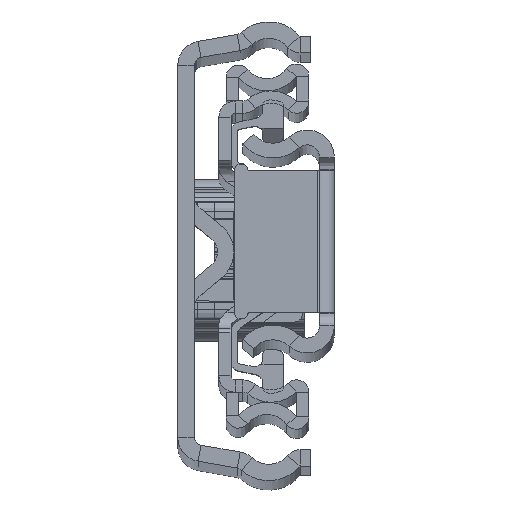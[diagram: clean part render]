
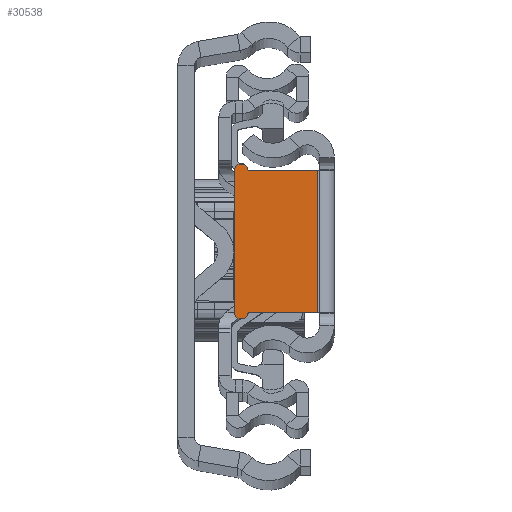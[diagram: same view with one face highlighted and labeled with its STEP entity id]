
A CAD part, top view. The second image highlights one B-rep face of the part: STEP entity #30538.
In plain terms, the highlighted planar face has unit normal (0, 0, 1).
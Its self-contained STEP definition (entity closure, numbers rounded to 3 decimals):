
#897 = DIRECTION ( 'NONE',  ( -1., 0., 0. ) ) ;
#2151 = DIRECTION ( 'NONE',  ( 1., 0., 0. ) ) ;
#2706 = CARTESIAN_POINT ( 'NONE',  ( -12.2, -8.65, 0. ) ) ;
#3064 = ORIENTED_EDGE ( 'NONE', *, *, #30000, .T. ) ;
#3611 = EDGE_CURVE ( 'NONE', #33300, #45766, #14136, .T. ) ;
#4865 = CARTESIAN_POINT ( 'NONE',  ( -2., 0., 0. ) ) ;
#6015 = VECTOR ( 'NONE', #40439, 1000. ) ;
#6361 = EDGE_CURVE ( 'NONE', #11496, #12350, #22033, .T. ) ;
#6739 = VECTOR ( 'NONE', #2151, 1000. ) ;
#7127 = VECTOR ( 'NONE', #26411, 1000. ) ;
#7517 = AXIS2_PLACEMENT_3D ( 'NONE', #30177, #8061, #22188 ) ;
#8061 = DIRECTION ( 'NONE',  ( 0., 0., 1. ) ) ;
#8441 = DIRECTION ( 'NONE',  ( 0., 0., 1. ) ) ;
#9069 = CARTESIAN_POINT ( 'NONE',  ( -10.5, 8.65, 0. ) ) ;
#9357 = CARTESIAN_POINT ( 'NONE',  ( -11.35, 8.65, 0. ) ) ;
#9433 = EDGE_CURVE ( 'NONE', #33300, #23388, #41431, .T. ) ;
#10074 = ORIENTED_EDGE ( 'NONE', *, *, #3611, .T. ) ;
#11496 = VERTEX_POINT ( 'NONE', #9069 ) ;
#12350 = VERTEX_POINT ( 'NONE', #44862 ) ;
#14136 = CIRCLE ( 'NONE', #46508, 0.85 ) ;
#17242 = CIRCLE ( 'NONE', #26980, 0.85 ) ;
#19596 = CARTESIAN_POINT ( 'NONE',  ( -12.2, -8.65, 0. ) ) ;
#21729 = CARTESIAN_POINT ( 'NONE',  ( -12.2, 8.65, 0. ) ) ;
#22033 = LINE ( 'NONE', #34413, #6739 ) ;
#22188 = DIRECTION ( 'NONE',  ( 1., 0., 0. ) ) ;
#22302 = LINE ( 'NONE', #4865, #6015 ) ;
#23388 = VERTEX_POINT ( 'NONE', #21729 ) ;
#23523 = CARTESIAN_POINT ( 'NONE',  ( -10.5, -8.65, 0. ) ) ;
#23607 = ORIENTED_EDGE ( 'NONE', *, *, #6361, .F. ) ;
#26411 = DIRECTION ( 'NONE',  ( -1., 0., 0. ) ) ;
#26980 = AXIS2_PLACEMENT_3D ( 'NONE', #9357, #31017, #26991 ) ;
#26991 = DIRECTION ( 'NONE',  ( 1., 0., 0. ) ) ;
#27035 = VERTEX_POINT ( 'NONE', #28994 ) ;
#28994 = CARTESIAN_POINT ( 'NONE',  ( -2., -8.65, 0. ) ) ;
#29632 = CARTESIAN_POINT ( 'NONE',  ( -11.35, -8.65, 0. ) ) ;
#30000 = EDGE_CURVE ( 'NONE', #11496, #23388, #17242, .T. ) ;
#30177 = CARTESIAN_POINT ( 'NONE',  ( 0., 0., 0. ) ) ;
#30371 = CARTESIAN_POINT ( 'NONE',  ( -12.2, 8.65, 0. ) ) ;
#30538 = ADVANCED_FACE ( 'NONE', ( #40321 ), #39848, .T. ) ;
#31017 = DIRECTION ( 'NONE',  ( 0., 0., 1. ) ) ;
#32615 = EDGE_CURVE ( 'NONE', #27035, #12350, #22302, .T. ) ;
#33300 = VERTEX_POINT ( 'NONE', #2706 ) ;
#34130 = DIRECTION ( 'NONE',  ( 0., 1., 0. ) ) ;
#34413 = CARTESIAN_POINT ( 'NONE',  ( -1.8, 8.65, 0. ) ) ;
#35973 = VECTOR ( 'NONE', #34130, 1000. ) ;
#36102 = EDGE_LOOP ( 'NONE', ( #39758, #10074, #41244, #39665, #23607, #3064 ) ) ;
#36613 = EDGE_CURVE ( 'NONE', #27035, #45766, #37464, .T. ) ;
#37464 = LINE ( 'NONE', #19596, #7127 ) ;
#39665 = ORIENTED_EDGE ( 'NONE', *, *, #32615, .T. ) ;
#39758 = ORIENTED_EDGE ( 'NONE', *, *, #9433, .F. ) ;
#39848 = PLANE ( 'NONE',  #7517 ) ;
#40321 = FACE_OUTER_BOUND ( 'NONE', #36102, .T. ) ;
#40439 = DIRECTION ( 'NONE',  ( 0., 1., 0. ) ) ;
#41244 = ORIENTED_EDGE ( 'NONE', *, *, #36613, .F. ) ;
#41431 = LINE ( 'NONE', #30371, #35973 ) ;
#44862 = CARTESIAN_POINT ( 'NONE',  ( -2., 8.65, 0. ) ) ;
#45766 = VERTEX_POINT ( 'NONE', #23523 ) ;
#46508 = AXIS2_PLACEMENT_3D ( 'NONE', #29632, #8441, #897 ) ;
